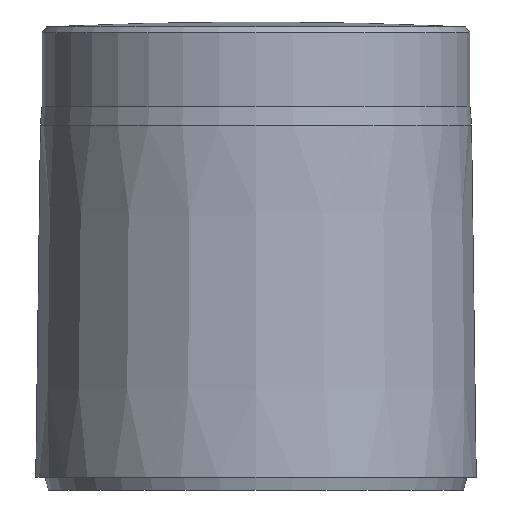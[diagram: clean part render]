
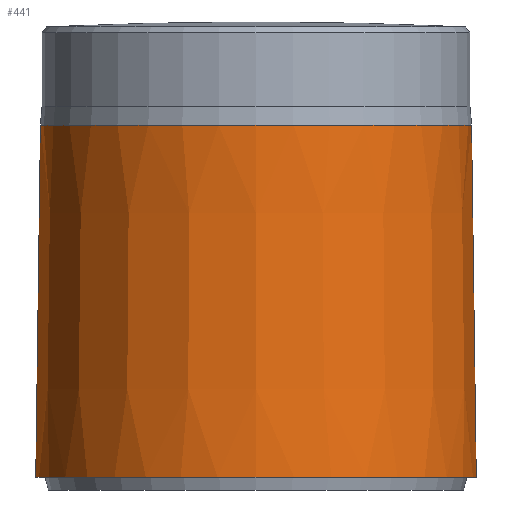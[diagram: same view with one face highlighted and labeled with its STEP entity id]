
A CAD part, front view. The second image highlights one B-rep face of the part: STEP entity #441.
In plain terms, the highlighted conical face has half-angle 0.767 degrees and reference radius 34.625 mm.
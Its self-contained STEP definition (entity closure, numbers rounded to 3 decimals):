
#339=CARTESIAN_POINT('',(-34.25,0.,58.));
#340=VERTEX_POINT('',#339);
#348=CARTESIAN_POINT('',(34.25,0.,58.));
#349=VERTEX_POINT('',#348);
#371=CARTESIAN_POINT('',(-35.,0.0,2.));
#372=VERTEX_POINT('',#371);
#373=CARTESIAN_POINT('',(-34.25,0.,58.));
#374=DIRECTION('',(-0.013,0.,-1.));
#375=VECTOR('',#374,56.005);
#376=LINE('',#373,#375);
#377=EDGE_CURVE('',#340,#372,#376,.T.);
#380=CARTESIAN_POINT('',(35.,0.,2.));
#381=VERTEX_POINT('',#380);
#382=CARTESIAN_POINT('',(34.25,0.,58.));
#383=DIRECTION('',(0.013,0.,-1.));
#384=VECTOR('',#383,56.005);
#385=LINE('',#382,#384);
#386=EDGE_CURVE('',#349,#381,#385,.T.);
#403=CARTESIAN_POINT('',(0.0,0.0,2.));
#404=DIRECTION('',(0.0,0.0,1.0));
#405=DIRECTION('',(-1.0,0.0,0.0));
#406=AXIS2_PLACEMENT_3D('',#403,#404,#405);
#407=CIRCLE('',#406,35.);
#408=EDGE_CURVE('',#372,#381,#407,.T.);
#424=CARTESIAN_POINT('',(0.0,0.,30.));
#425=DIRECTION('',(0.0,0.,-1.0));
#426=DIRECTION('',(-1.0,0.0,0.0));
#427=AXIS2_PLACEMENT_3D('',#424,#425,#426);
#428=CONICAL_SURFACE('',#427,34.625,0.767);
#429=ORIENTED_EDGE('',*,*,#377,.T.);
#430=ORIENTED_EDGE('',*,*,#408,.T.);
#431=ORIENTED_EDGE('',*,*,#386,.F.);
#432=CARTESIAN_POINT('',(0.0,0.,58.));
#433=DIRECTION('',(0.0,0.0,1.0));
#434=DIRECTION('',(-1.0,0.0,0.0));
#435=AXIS2_PLACEMENT_3D('',#432,#433,#434);
#436=CIRCLE('',#435,34.25);
#437=EDGE_CURVE('',#340,#349,#436,.T.);
#438=ORIENTED_EDGE('',*,*,#437,.F.);
#439=EDGE_LOOP('',(#429,#430,#431,#438));
#440=FACE_OUTER_BOUND('',#439,.T.);
#441=ADVANCED_FACE('',(#440),#428,.T.);
